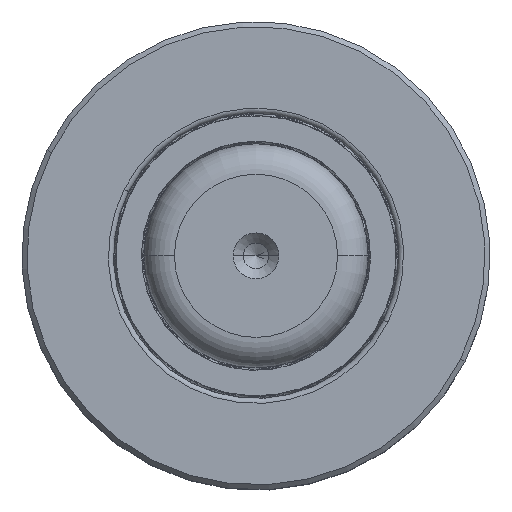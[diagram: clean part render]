
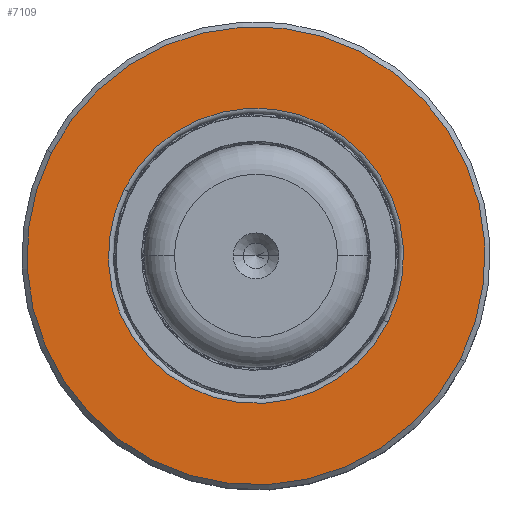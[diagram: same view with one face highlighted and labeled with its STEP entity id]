
A CAD part, top view. The second image highlights one B-rep face of the part: STEP entity #7109.
In plain terms, the highlighted face is planar.
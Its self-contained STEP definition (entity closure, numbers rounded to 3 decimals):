
#337 = PLANE ( 'NONE',  #9358 ) ;
#1638 = DIRECTION ( 'NONE',  ( 0., -1., 0. ) ) ;
#1859 = CARTESIAN_POINT ( 'NONE',  ( 0., 10.687, 22.5 ) ) ;
#2404 = EDGE_CURVE ( 'NONE', #27166, #29560, #27586, .T. ) ;
#2663 = FACE_OUTER_BOUND ( 'NONE', #4314, .T. ) ;
#3007 = ORIENTED_EDGE ( 'NONE', *, *, #26917, .T. ) ;
#4314 = EDGE_LOOP ( 'NONE', ( #9793, #29714 ) ) ;
#4945 = FACE_BOUND ( 'NONE', #28745, .T. ) ;
#5640 = AXIS2_PLACEMENT_3D ( 'NONE', #25421, #1638, #11395 ) ;
#6938 = EDGE_CURVE ( 'NONE', #26590, #25933, #36204, .T. ) ;
#7062 = DIRECTION ( 'NONE',  ( 0., 0., -1. ) ) ;
#7109 = ADVANCED_FACE ( 'NONE', ( #4945, #2663 ), #337, .T. ) ;
#8659 = CARTESIAN_POINT ( 'NONE',  ( 0., 10.687, 0. ) ) ;
#9358 = AXIS2_PLACEMENT_3D ( 'NONE', #30035, #32463, #15107 ) ;
#9793 = ORIENTED_EDGE ( 'NONE', *, *, #37337, .F. ) ;
#11395 = DIRECTION ( 'NONE',  ( 0., 0., -1. ) ) ;
#12056 = AXIS2_PLACEMENT_3D ( 'NONE', #8659, #32087, #29262 ) ;
#12703 = CIRCLE ( 'NONE', #19965, 22.5 ) ;
#14979 = DIRECTION ( 'NONE',  ( 0., 0., -1. ) ) ;
#15107 = DIRECTION ( 'NONE',  ( 0., 0., 1. ) ) ;
#15748 = ORIENTED_EDGE ( 'NONE', *, *, #2404, .T. ) ;
#18187 = CARTESIAN_POINT ( 'NONE',  ( 0., 10.687, 14.5 ) ) ;
#18496 = CARTESIAN_POINT ( 'NONE',  ( 0., 10.687, -22.5 ) ) ;
#18740 = AXIS2_PLACEMENT_3D ( 'NONE', #33702, #19296, #7062 ) ;
#19296 = DIRECTION ( 'NONE',  ( 0., -1., 0. ) ) ;
#19965 = AXIS2_PLACEMENT_3D ( 'NONE', #35781, #32866, #14979 ) ;
#20174 = CARTESIAN_POINT ( 'NONE',  ( 0., 10.687, -14.5 ) ) ;
#25421 = CARTESIAN_POINT ( 'NONE',  ( 0., 10.687, 0. ) ) ;
#25933 = VERTEX_POINT ( 'NONE', #18496 ) ;
#26590 = VERTEX_POINT ( 'NONE', #1859 ) ;
#26917 = EDGE_CURVE ( 'NONE', #29560, #27166, #29488, .T. ) ;
#27166 = VERTEX_POINT ( 'NONE', #20174 ) ;
#27586 = CIRCLE ( 'NONE', #5640, 14.5 ) ;
#28745 = EDGE_LOOP ( 'NONE', ( #15748, #3007 ) ) ;
#29262 = DIRECTION ( 'NONE',  ( 0., 0., -1. ) ) ;
#29488 = CIRCLE ( 'NONE', #18740, 14.5 ) ;
#29560 = VERTEX_POINT ( 'NONE', #18187 ) ;
#29714 = ORIENTED_EDGE ( 'NONE', *, *, #6938, .F. ) ;
#30035 = CARTESIAN_POINT ( 'NONE',  ( 22.5, 10.687, 0. ) ) ;
#32087 = DIRECTION ( 'NONE',  ( 0., -1., 0. ) ) ;
#32463 = DIRECTION ( 'NONE',  ( 0., 1., 0. ) ) ;
#32866 = DIRECTION ( 'NONE',  ( 0., -1., 0. ) ) ;
#33702 = CARTESIAN_POINT ( 'NONE',  ( 0., 10.687, 0. ) ) ;
#35781 = CARTESIAN_POINT ( 'NONE',  ( 0., 10.687, 0. ) ) ;
#36204 = CIRCLE ( 'NONE', #12056, 22.5 ) ;
#37337 = EDGE_CURVE ( 'NONE', #25933, #26590, #12703, .T. ) ;
